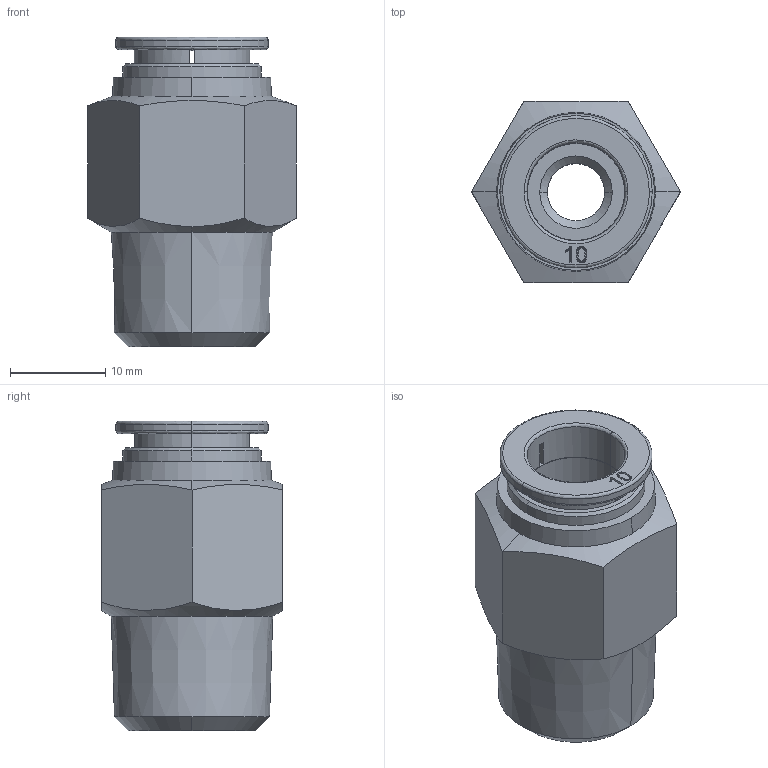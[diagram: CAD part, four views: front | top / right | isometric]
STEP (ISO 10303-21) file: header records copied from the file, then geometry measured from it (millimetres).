
FILE_DESCRIPTION (( 'STEP AP214' ), '1' );
FILE_NAME ('MS10M-38R-SS.step', '2018-03-13T19:26:16', ( '' ), ( '' ), 'SwSTEP 2.0', 'SolidWorks 2017', '' );
FILE_SCHEMA (( 'AUTOMOTIVE_DESIGN' ));
Length unit declared in the file: inch
Products named in the file (1): MS10M-38R-SS
Bounding box: 21.94 x 19 x 32.5 mm (x, y, z)
Volume: 6019.2 mm3; surface area: 3391.8 mm2
Topology: 1 solids, 1 shells, 78 faces, 194 edges, 124 vertices
Faces by surface type: plane 27, bspline 21, cone 18, cylinder 12
Entity records: 3141 total; most frequent: CARTESIAN_POINT 1365, ORIENTED_EDGE 388, DIRECTION 312, EDGE_CURVE 194, VERTEX_POINT 124, AXIS2_PLACEMENT_3D 120, EDGE_LOOP 90, ADVANCED_FACE 78
